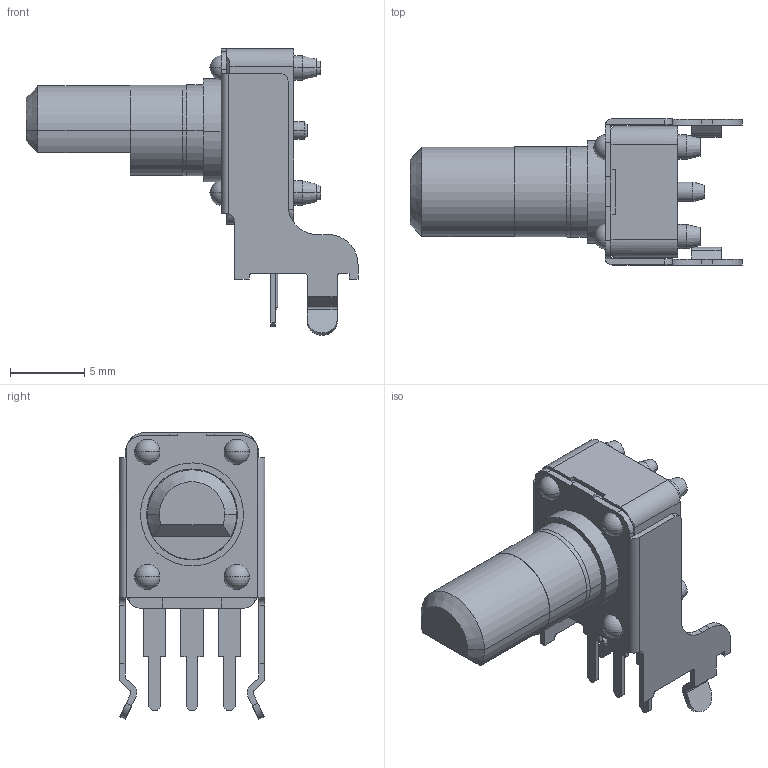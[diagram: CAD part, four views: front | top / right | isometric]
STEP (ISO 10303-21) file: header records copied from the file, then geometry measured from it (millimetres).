
FILE_DESCRIPTION(('FreeCAD Model'),'2;1');
FILE_NAME('Open CASCADE Shape Model','2024-11-19T22:11:55',( 'kicad StepUp'),('ksu MCAD'),'Open CASCADE STEP processor 7.6', 'FreeCAD','Unknown');
FILE_SCHEMA(('AUTOMOTIVE_DESIGN { 1 0 10303 214 1 1 1 1 }'));
Length unit declared in the file: millimetre
Products named in the file (1): RK09K_Single_Horizontal
Bounding box: 22.3 x 9.8 x 19.27 mm (x, y, z)
Volume: 919.2 mm3; surface area: 1097.6 mm2
Topology: 1 solids, 1 shells, 223 faces, 581 edges, 370 vertices
Faces by surface type: plane 114, cylinder 68, cone 27, sphere 14
Entity records: 8343 total; most frequent: CARTESIAN_POINT 1221, DIRECTION 1186, ORIENTED_EDGE 1134, EDGE_CURVE 567, AXIS2_PLACEMENT_3D 407, LINE 372, VECTOR 372, VERTEX_POINT 370
